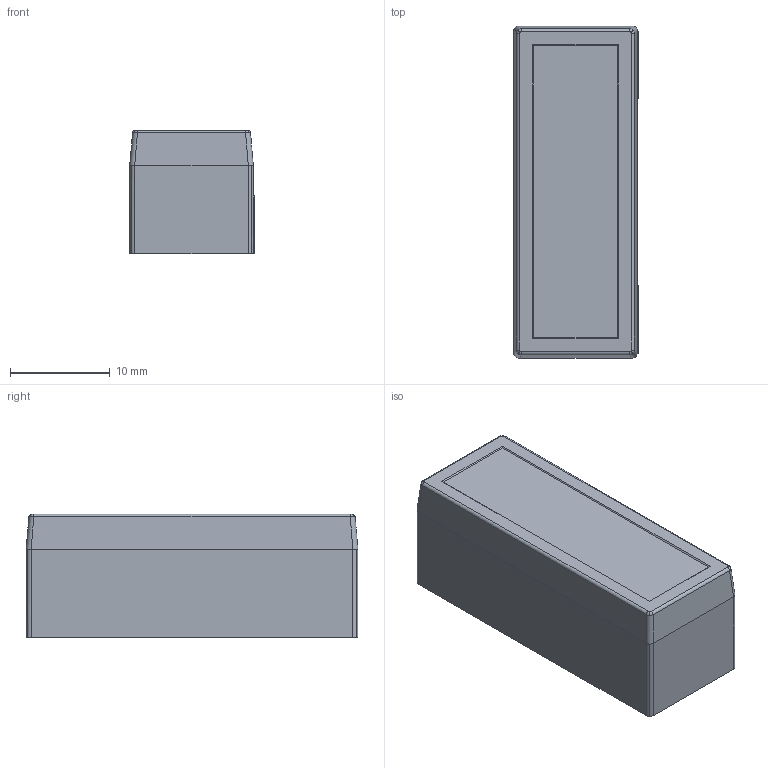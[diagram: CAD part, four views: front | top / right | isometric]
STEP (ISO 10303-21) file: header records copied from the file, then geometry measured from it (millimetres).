
FILE_DESCRIPTION (( 'STEP AP203' ), '1' );
FILE_NAME ('OUTSIDE-IAC-R7S.STEP', '2014-08-21T10:19:27', ( 'IDEC' ), ( '' ), 'SwSTEP 2.0', 'SolidWorks 2012', '' );
FILE_SCHEMA (( 'CONFIG_CONTROL_DESIGN' ));
Length unit declared in the file: millimetre
Products named in the file (1): OUTSIDE-IAC-R7S
Bounding box: 12.5 x 33.3 x 12.4 mm (x, y, z)
Volume: 4956.6 mm3; surface area: 2052.6 mm2
Topology: 1 solids, 1 shells, 59 faces, 140 edges, 86 vertices
Faces by surface type: plane 25, bspline 16, cylinder 14, cone 4
Entity records: 1928 total; most frequent: CARTESIAN_POINT 614, ORIENTED_EDGE 280, DIRECTION 224, EDGE_CURVE 140, VERTEX_POINT 86, VECTOR 80, LINE 80, AXIS2_PLACEMENT_3D 72
